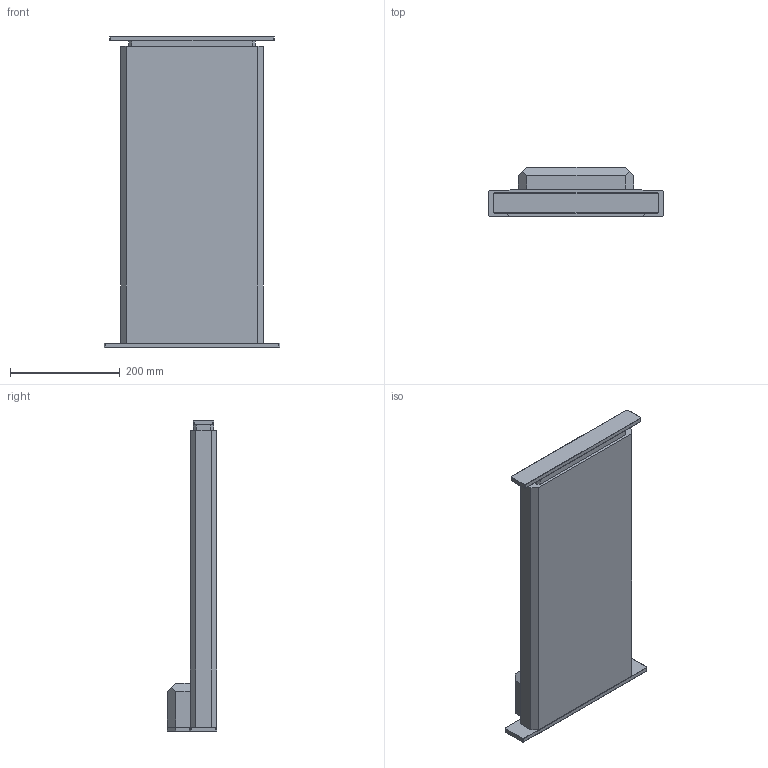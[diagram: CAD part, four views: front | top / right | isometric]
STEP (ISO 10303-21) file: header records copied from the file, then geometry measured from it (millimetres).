
FILE_DESCRIPTION (( 'STEP AP214' ), '1' );
FILE_NAME ('69400121', '2019-02-01T13:41:01', ( '' ), ('JUGARD+KÜNSTNER GmbH'), 'SwSTEP 2.0', 'SolidWorks 2017', '' );
FILE_SCHEMA (( 'AUTOMOTIVE_DESIGN' ));
Length unit declared in the file: millimetre
Products named in the file (1): 69400121_CNAJF00
Bounding box: 320 x 90 x 566 mm (x, y, z)
Volume: 7011850.1 mm3; surface area: 534299.1 mm2
Topology: 1 solids, 9 shells, 192 faces, 467 edges, 274 vertices
Faces by surface type: plane 112, cylinder 64, cone 16
Entity records: 6444 total; most frequent: CARTESIAN_POINT 1062, ORIENTED_EDGE 902, DIRECTION 821, EDGE_CURVE 451, LINE 371, VECTOR 371, VERTEX_POINT 274, AXIS2_PLACEMENT_3D 225
